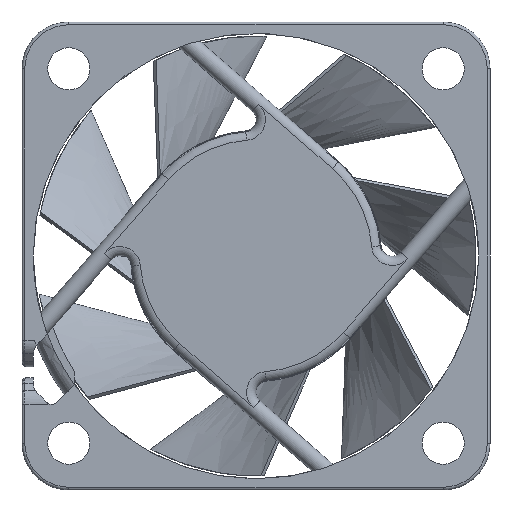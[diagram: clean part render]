
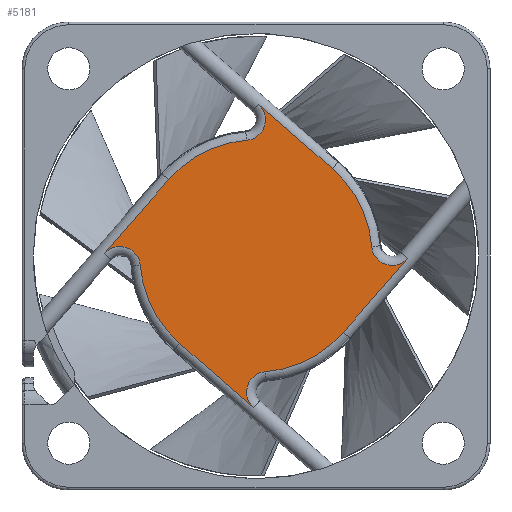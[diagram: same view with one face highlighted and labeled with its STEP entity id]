
A CAD part, front view. The second image highlights one B-rep face of the part: STEP entity #5181.
In plain terms, the highlighted planar face has unit normal (0, -1, 0).
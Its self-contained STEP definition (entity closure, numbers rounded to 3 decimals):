
#1560=CARTESIAN_POINT('',(0.,0.,0.));
#1561=DIRECTION('',(0.,-1.,0.));
#1562=DIRECTION('',(0.997,0.,0.082));
#1563=AXIS2_PLACEMENT_3D('',#1560,#1561,#1562);
#1570=CARTESIAN_POINT('',(0.,0.,0.));
#1571=DIRECTION('',(0.,-1.,0.));
#1572=DIRECTION('',(-0.082,0.,0.997));
#1573=AXIS2_PLACEMENT_3D('',#1570,#1571,#1572);
#1580=CARTESIAN_POINT('',(0.,0.,0.));
#1581=DIRECTION('',(0.,-1.,0.));
#1582=DIRECTION('',(-0.997,0.,-0.082));
#1583=AXIS2_PLACEMENT_3D('',#1580,#1581,#1582);
#1590=CARTESIAN_POINT('',(0.,0.,0.));
#1591=DIRECTION('',(0.,-1.,0.));
#1592=DIRECTION('',(0.082,0.,-0.997));
#1593=AXIS2_PLACEMENT_3D('',#1590,#1591,#1592);
#1622=CARTESIAN_POINT('',(14.551,0.,1.192));
#1623=DIRECTION('',(0.,1.,0.));
#1624=DIRECTION('',(0.755,0.,-0.656));
#1625=AXIS2_PLACEMENT_3D('',#1622,#1623,#1624);
#1730=CARTESIAN_POINT('',(-1.192,0.,14.551));
#1731=DIRECTION('',(0.,1.,0.));
#1732=DIRECTION('',(0.656,0.,0.755));
#1733=AXIS2_PLACEMENT_3D('',#1730,#1731,#1732);
#1830=DIRECTION('',(-0.755,0.,0.656));
#1831=VECTOR('',#1830,10.446);
#1832=CARTESIAN_POINT('',(8.135,0.,
9.358));
#1833=LINE('',#1832,#1831);
#1834=DIRECTION('',(0.656,0.,0.755));
#1835=VECTOR('',#1834,10.446);
#1836=CARTESIAN_POINT('',(9.358,0.,
-8.135));
#1837=LINE('',#1836,#1835);
#1838=DIRECTION('',(0.755,0.,-0.656));
#1839=VECTOR('',#1838,10.446);
#1840=CARTESIAN_POINT('',(-8.135,0.,
-9.358));
#1841=LINE('',#1840,#1839);
#1842=DIRECTION('',(-0.656,0.,-0.755));
#1843=VECTOR('',#1842,10.446);
#1844=CARTESIAN_POINT('',(-9.358,0.,
8.135));
#1845=LINE('',#1844,#1843);
#1991=CARTESIAN_POINT('',(1.192,0.,-14.551));
#1992=DIRECTION('',(0.,1.,0.));
#1993=DIRECTION('',(-0.656,0.,-0.755));
#1994=AXIS2_PLACEMENT_3D('',#1991,#1992,#1993);
#2048=CARTESIAN_POINT('',(-14.551,0.,-1.192));
#2049=DIRECTION('',(0.,1.,0.));
#2050=DIRECTION('',(-0.755,0.,0.656));
#2051=AXIS2_PLACEMENT_3D('',#2048,#2049,#2050);
#2295=CARTESIAN_POINT('',(16.212,0.,-0.251));
#2296=VERTEX_POINT('',#2295);
#2297=CARTESIAN_POINT('',(12.359,0.,1.012));
#2298=VERTEX_POINT('',#2297);
#2299=CARTESIAN_POINT('',(9.358,0.,
-8.135));
#2300=VERTEX_POINT('',#2299);
#2305=CARTESIAN_POINT('',(-0.251,0.,-16.212));
#2306=VERTEX_POINT('',#2305);
#2307=CARTESIAN_POINT('',(1.012,0.,-12.359));
#2308=VERTEX_POINT('',#2307);
#2309=CARTESIAN_POINT('',(-8.135,0.,
-9.358));
#2310=VERTEX_POINT('',#2309);
#2315=CARTESIAN_POINT('',(-16.212,0.,0.251));
#2316=VERTEX_POINT('',#2315);
#2317=CARTESIAN_POINT('',(-12.359,0.,-1.012));
#2318=VERTEX_POINT('',#2317);
#2319=CARTESIAN_POINT('',(-9.358,0.,
8.135));
#2320=VERTEX_POINT('',#2319);
#2321=CARTESIAN_POINT('',(8.135,0.,9.358));
#2322=VERTEX_POINT('',#2321);
#2327=CARTESIAN_POINT('',(0.251,0.,16.212));
#2328=VERTEX_POINT('',#2327);
#2329=CARTESIAN_POINT('',(-1.012,0.,12.359));
#2330=VERTEX_POINT('',#2329);
#5158=CARTESIAN_POINT('',(0.,0.,0.));
#5159=DIRECTION('',(0.,-1.,0.));
#5160=DIRECTION('',(-1.,0.,0.));
#5161=AXIS2_PLACEMENT_3D('',#5158,#5159,#5160);
#5162=PLANE('',#5161);
#5163=ORIENTED_EDGE('',*,*,#5090,.F.);
#5165=ORIENTED_EDGE('',*,*,#5164,.F.);
#5166=ORIENTED_EDGE('',*,*,#4928,.F.);
#5167=ORIENTED_EDGE('',*,*,#4995,.F.);
#5169=ORIENTED_EDGE('',*,*,#5168,.F.);
#5170=ORIENTED_EDGE('',*,*,#4972,.F.);
#5172=ORIENTED_EDGE('',*,*,#5171,.F.);
#5173=ORIENTED_EDGE('',*,*,#5146,.F.);
#5174=ORIENTED_EDGE('',*,*,#4957,.F.);
#5176=ORIENTED_EDGE('',*,*,#5175,.F.);
#5177=ORIENTED_EDGE('',*,*,#4842,.F.);
#5178=ORIENTED_EDGE('',*,*,#4943,.F.);
#5179=EDGE_LOOP('',(#5163,#5165,#5166,#5167,#5169,#5170,#5172,#5173,#5174,#5176,
#5177,#5178));
#5180=FACE_OUTER_BOUND('',#5179,.F.);
#5181=ADVANCED_FACE('',(#5180),#5162,.T.);
#1564=CIRCLE('',#1563,12.4);
#1574=CIRCLE('',#1573,12.4);
#1584=CIRCLE('',#1583,12.4);
#1594=CIRCLE('',#1593,12.4);
#1626=CIRCLE('',#1625,2.2);
#1734=CIRCLE('',#1733,2.2);
#1995=CIRCLE('',#1994,2.2);
#2052=CIRCLE('',#2051,2.2);
#4842=EDGE_CURVE('',#2320,#2316,#1845,.T.);
#4928=EDGE_CURVE('',#2298,#2322,#1564,.T.);
#4943=EDGE_CURVE('',#2330,#2320,#1574,.T.);
#4957=EDGE_CURVE('',#2318,#2310,#1584,.T.);
#4972=EDGE_CURVE('',#2308,#2300,#1594,.T.);
#4995=EDGE_CURVE('',#2296,#2298,#1626,.T.);
#5090=EDGE_CURVE('',#2328,#2330,#1734,.T.);
#5146=EDGE_CURVE('',#2310,#2306,#1841,.T.);
#5164=EDGE_CURVE('',#2322,#2328,#1833,.T.);
#5168=EDGE_CURVE('',#2300,#2296,#1837,.T.);
#5171=EDGE_CURVE('',#2306,#2308,#1995,.T.);
#5175=EDGE_CURVE('',#2316,#2318,#2052,.T.);
